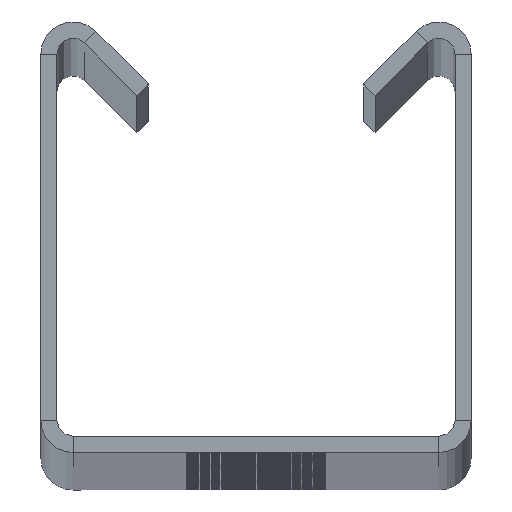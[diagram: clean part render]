
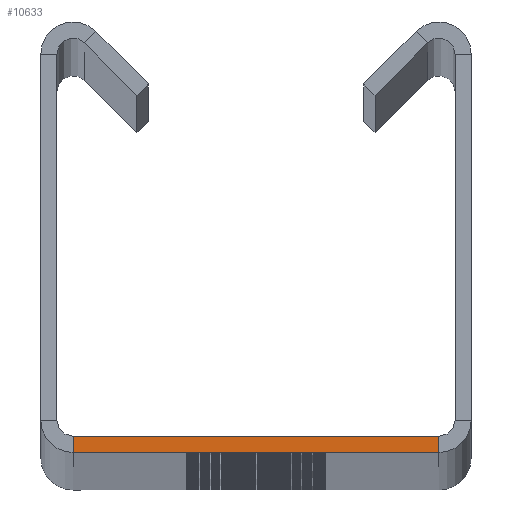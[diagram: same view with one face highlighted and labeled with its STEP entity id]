
A CAD part, top view. The second image highlights one B-rep face of the part: STEP entity #10633.
In plain terms, the highlighted planar face has unit normal (0, 0, 1).
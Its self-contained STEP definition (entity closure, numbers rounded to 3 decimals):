
#510=PLANE('',#11662);
#1025=FACE_OUTER_BOUND('',#1663,.T.);
#1663=EDGE_LOOP('',(#9333,#9334,#9335,#9336));
#2785=LINE('',#17678,#3805);
#2790=LINE('',#17688,#3810);
#2796=LINE('',#17707,#3816);
#2798=LINE('',#17712,#3818);
#3805=VECTOR('',#14629,10.);
#3810=VECTOR('',#14638,10.);
#3816=VECTOR('',#14662,10.);
#3818=VECTOR('',#14668,10.);
#5313=VERTEX_POINT('',#17668);
#5315=VERTEX_POINT('',#17676);
#5318=VERTEX_POINT('',#17686);
#5320=VERTEX_POINT('',#17698);
#6808=EDGE_CURVE('',#5315,#5313,#2785,.T.);
#6813=EDGE_CURVE('',#5315,#5318,#2790,.T.);
#6822=EDGE_CURVE('',#5318,#5320,#2796,.T.);
#6825=EDGE_CURVE('',#5320,#5313,#2798,.T.);
#9333=ORIENTED_EDGE('',*,*,#6808,.F.);
#9334=ORIENTED_EDGE('',*,*,#6813,.T.);
#9335=ORIENTED_EDGE('',*,*,#6822,.T.);
#9336=ORIENTED_EDGE('',*,*,#6825,.T.);
#10633=ADVANCED_FACE('',(#1025),#510,.T.);
#11662=AXIS2_PLACEMENT_3D('',#17711,#14666,#14667);
#14629=DIRECTION('',(0.,-1.,0.));
#14638=DIRECTION('',(-1.,0.,0.));
#14662=DIRECTION('',(0.,-1.,0.));
#14666=DIRECTION('center_axis',(0.,0.,1.));
#14667=DIRECTION('ref_axis',(-0.707,-0.707,0.));
#14668=DIRECTION('',(1.,0.,0.));
#17668=CARTESIAN_POINT('',(-3.,0.,2000.));
#17676=CARTESIAN_POINT('',(-3.,1.5,2000.));
#17678=CARTESIAN_POINT('',(-3.,0.42,2000.));
#17686=CARTESIAN_POINT('',(-37.,1.5,2000.));
#17688=CARTESIAN_POINT('',(-86.382,1.5,2000.));
#17698=CARTESIAN_POINT('',(-37.,0.,2000.));
#17707=CARTESIAN_POINT('',(-37.,0.42,2000.));
#17711=CARTESIAN_POINT('Origin',(-79.482,0.,
2000.));
#17712=CARTESIAN_POINT('',(-86.382,0.,2000.));
